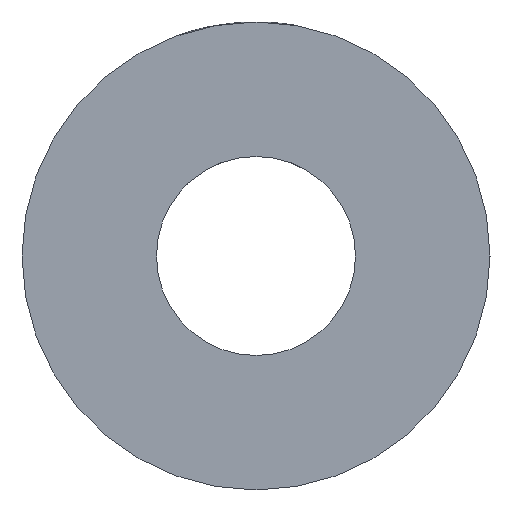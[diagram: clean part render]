
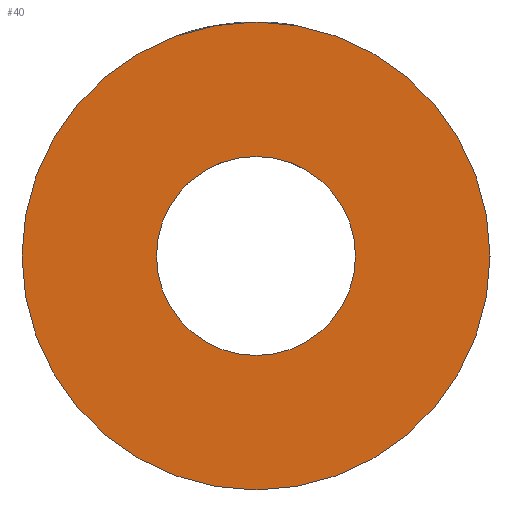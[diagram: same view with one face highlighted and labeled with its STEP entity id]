
A CAD part, left-side view. The second image highlights one B-rep face of the part: STEP entity #40.
In plain terms, the highlighted planar face has unit normal (-1, 0, 0).
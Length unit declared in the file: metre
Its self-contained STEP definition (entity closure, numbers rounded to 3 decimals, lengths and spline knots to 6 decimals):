
#40 = ADVANCED_FACE( '', ( #83, #84 ), #85, .T. );
#83 = FACE_BOUND( '', #118, .T. );
#84 = FACE_OUTER_BOUND( '', #119, .T. );
#85 = PLANE( '', #120 );
#118 = EDGE_LOOP( '', ( #157 ) );
#119 = EDGE_LOOP( '', ( #158 ) );
#120 = AXIS2_PLACEMENT_3D( '', #159, #160, #161 );
#157 = ORIENTED_EDGE( '', *, *, #172, .T. );
#158 = ORIENTED_EDGE( '', *, *, #165, .T. );
#159 = CARTESIAN_POINT( '', ( 0.188602, 0.285, 0.190746 ) );
#160 = DIRECTION( '', ( -1., 0., 0. ) );
#161 = DIRECTION( '', ( 0., -1., 0. ) );
#165 = EDGE_CURVE( '', #181, #181, #182, .T. );
#172 = EDGE_CURVE( '', #192, #192, #193, .T. );
#181 = VERTEX_POINT( '', #295 );
#182 = CIRCLE( '', #296, 0.00635 );
#192 = VERTEX_POINT( '', #400 );
#193 = CIRCLE( '', #401, 0.0027 );
#295 = CARTESIAN_POINT( '', ( 0.188602, 0.27865, 0.190746 ) );
#296 = AXIS2_PLACEMENT_3D( '', #406, #407, #408 );
#400 = CARTESIAN_POINT( '', ( 0.188602, 0.2877, 0.190746 ) );
#401 = AXIS2_PLACEMENT_3D( '', #412, #413, #414 );
#406 = CARTESIAN_POINT( '', ( 0.188602, 0.285, 0.190746 ) );
#407 = DIRECTION( '', ( -1., 0., 0. ) );
#408 = DIRECTION( '', ( 0., -1., 0. ) );
#412 = CARTESIAN_POINT( '', ( 0.188602, 0.285, 0.190746 ) );
#413 = DIRECTION( '', ( 1., 0., 0. ) );
#414 = DIRECTION( '', ( 0., 1., 0. ) );
